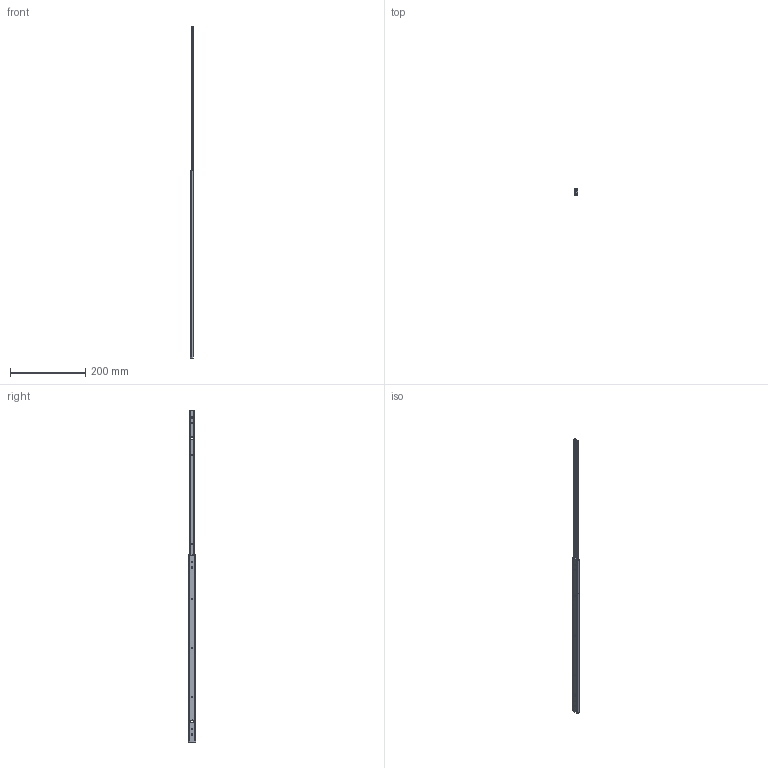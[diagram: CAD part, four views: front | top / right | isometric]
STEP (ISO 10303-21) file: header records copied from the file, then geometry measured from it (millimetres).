
FILE_DESCRIPTION (( 'STEP AP203' ), '1' );
FILE_NAME ('KC-283-50.STEP', '2020-03-24T04:17:35', ( '' ), ( '' ), 'SwSTEP 2.0', 'SolidWorks 2018', '' );
FILE_SCHEMA (( 'CONFIG_CONTROL_DESIGN' ));
Length unit declared in the file: millimetre
Products named in the file (4): KC-283-50_インナーメンバー; KC-283-50_ボールリテイナー; KC-283-50; KC-283-50_アウターメンバー_
Assembly tree (3 placements, depth 2):
  KC-283-50
    KC-283-50_アウターメンバー_
    KC-283-50_インナーメンバー
    KC-283-50_ボールリテイナー
Bounding box: 8 x 20 x 884 mm (x, y, z)
Volume: 32865.8 mm3; surface area: 55990.4 mm2
Topology: 3 solids, 3 shells, 157 faces, 457 edges, 304 vertices
Faces by surface type: cylinder 79, plane 78
Entity records: 5715 total; most frequent: DIRECTION 945, CARTESIAN_POINT 924, ORIENTED_EDGE 914, EDGE_CURVE 457, AXIS2_PLACEMENT_3D 325, VERTEX_POINT 304, LINE 295, VECTOR 295
